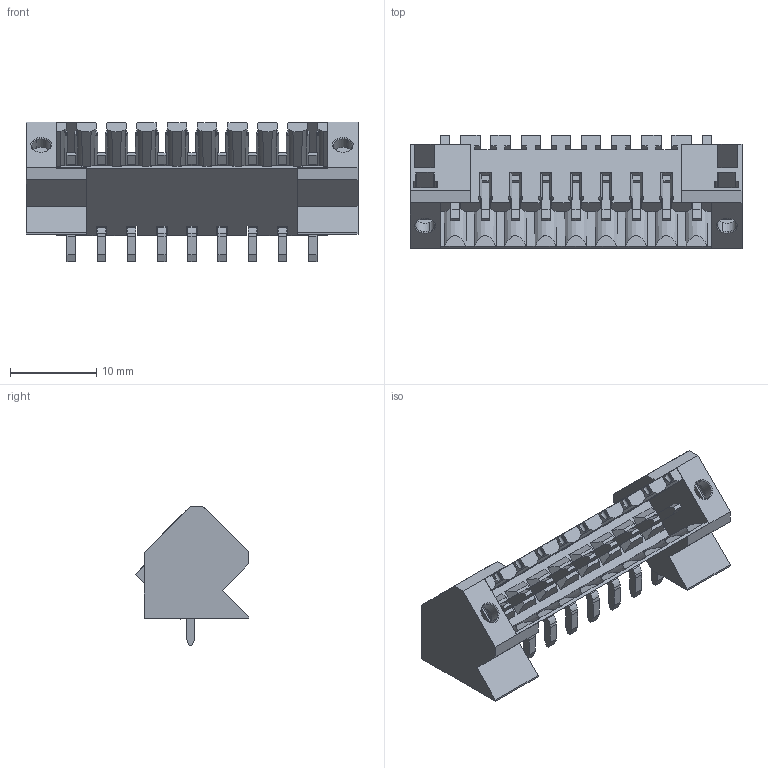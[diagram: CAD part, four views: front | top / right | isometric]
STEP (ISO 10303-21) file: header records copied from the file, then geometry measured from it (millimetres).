
FILE_DESCRIPTION(('CATIA V5 STEP Exchange','CAx-IF Rec.Pracs.--- Model Styling and Organization---1.2---2011-12-15'),'2;1');
FILE_NAME ('D1454204_0_1643400000_1643400000.stp','2018-10-10T07:53:24+00:00',('none'),('Weidmueller'),'CATIA Version 5-6 Release 2014','CATIA V5 STEP AP214','none');
FILE_SCHEMA(('AUTOMOTIVE_DESIGN { 1 0 10303 214 1 1 1 1 }'));
Length unit declared in the file: millimetre
Products named in the file (1): 1643400000
Bounding box: 38.5 x 13.15 x 16.23 mm (x, y, z)
Volume: 1894.5 mm3; surface area: 4055.8 mm2
Topology: 10 solids, 10 shells, 773 faces, 2223 edges, 1472 vertices
Faces by surface type: plane 645, cylinder 115, cone 13
Entity records: 23624 total; most frequent: CARTESIAN_POINT 5298, ORIENTED_EDGE 4446, DIRECTION 2766, EDGE_CURVE 2223, VECTOR 1807, LINE 1807, VERTEX_POINT 1472, EDGE_LOOP 797
